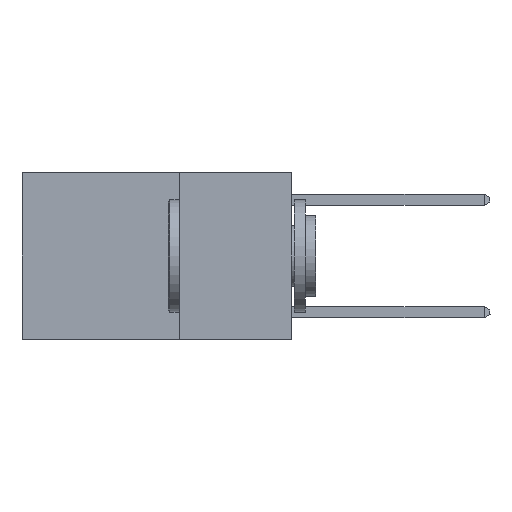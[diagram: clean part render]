
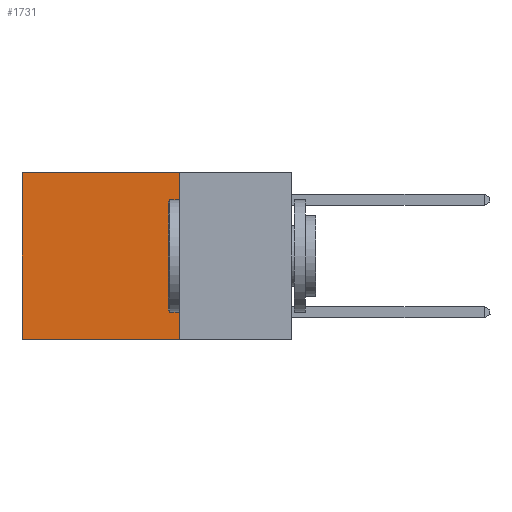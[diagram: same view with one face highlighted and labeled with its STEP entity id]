
A CAD part, left-side view. The second image highlights one B-rep face of the part: STEP entity #1731.
In plain terms, the highlighted planar face has unit normal (-1, 0, 0).
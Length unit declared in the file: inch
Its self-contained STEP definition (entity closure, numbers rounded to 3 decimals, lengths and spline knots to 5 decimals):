
#523 = CARTESIAN_POINT ( 'NONE',  ( 0.2625, 0.6, 0. ) ) ;
#1308 = EDGE_CURVE ( 'NONE', #10435, #15520, #1795, .T. ) ;
#1731 = ADVANCED_FACE ( 'NONE', ( #6615 ), #15913, .F. ) ;
#1795 = LINE ( 'NONE', #1888, #7812 ) ;
#1888 = CARTESIAN_POINT ( 'NONE',  ( 0.2625, 0.25, -0.37 ) ) ;
#1988 = DIRECTION ( 'NONE',  ( 0., 1., 0. ) ) ;
#2199 = EDGE_CURVE ( 'NONE', #6141, #14444, #11212, .T. ) ;
#3269 = CARTESIAN_POINT ( 'NONE',  ( 0.2625, 0.25, 0. ) ) ;
#3662 = DIRECTION ( 'NONE',  ( 0., 0., -1. ) ) ;
#3950 = CARTESIAN_POINT ( 'NONE',  ( 0.2625, 0.25, 0. ) ) ;
#5051 = ORIENTED_EDGE ( 'NONE', *, *, #2199, .T. ) ;
#5159 = ORIENTED_EDGE ( 'NONE', *, *, #1308, .F. ) ;
#5687 = ORIENTED_EDGE ( 'NONE', *, *, #9540, .F. ) ;
#6141 = VERTEX_POINT ( 'NONE', #3950 ) ;
#6438 = ORIENTED_EDGE ( 'NONE', *, *, #7526, .T. ) ;
#6615 = FACE_OUTER_BOUND ( 'NONE', #13501, .T. ) ;
#7526 = EDGE_CURVE ( 'NONE', #14444, #15520, #8337, .T. ) ;
#7812 = VECTOR ( 'NONE', #1988, 39.37008 ) ;
#8259 = CARTESIAN_POINT ( 'NONE',  ( 0.2625, 0.25, 0. ) ) ;
#8337 = LINE ( 'NONE', #523, #9317 ) ;
#9125 = CARTESIAN_POINT ( 'NONE',  ( 0.2625, 0.6, 0. ) ) ;
#9175 = CARTESIAN_POINT ( 'NONE',  ( 0.2625, 0.6, -0.37 ) ) ;
#9317 = VECTOR ( 'NONE', #3662, 39.37008 ) ;
#9540 = EDGE_CURVE ( 'NONE', #6141, #10435, #17773, .T. ) ;
#10435 = VERTEX_POINT ( 'NONE', #14065 ) ;
#11212 = LINE ( 'NONE', #3269, #15998 ) ;
#11469 = DIRECTION ( 'NONE',  ( 0., 0., -1. ) ) ;
#12861 = DIRECTION ( 'NONE',  ( 0., 0., -1. ) ) ;
#12965 = DIRECTION ( 'NONE',  ( 1., 0., 0. ) ) ;
#13207 = CARTESIAN_POINT ( 'NONE',  ( 0.2625, 0.25, 0. ) ) ;
#13413 = AXIS2_PLACEMENT_3D ( 'NONE', #8259, #12965, #12861 ) ;
#13501 = EDGE_LOOP ( 'NONE', ( #6438, #5159, #5687, #5051 ) ) ;
#14065 = CARTESIAN_POINT ( 'NONE',  ( 0.2625, 0.25, -0.37 ) ) ;
#14444 = VERTEX_POINT ( 'NONE', #9125 ) ;
#15520 = VERTEX_POINT ( 'NONE', #9175 ) ;
#15913 = PLANE ( 'NONE',  #13413 ) ;
#15991 = DIRECTION ( 'NONE',  ( 0., 1., 0. ) ) ;
#15998 = VECTOR ( 'NONE', #15991, 39.37008 ) ;
#16696 = VECTOR ( 'NONE', #11469, 39.37008 ) ;
#17773 = LINE ( 'NONE', #13207, #16696 ) ;
